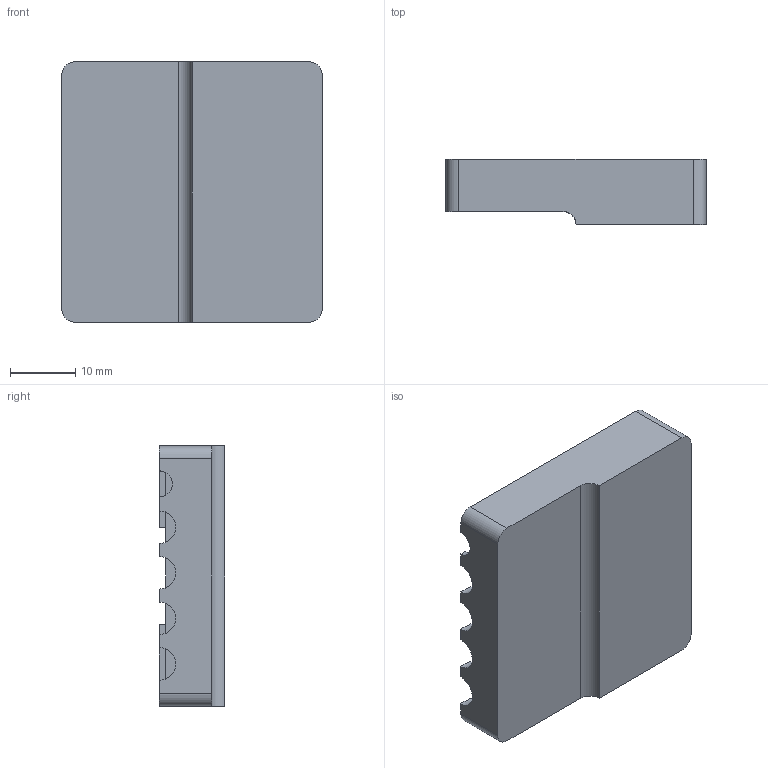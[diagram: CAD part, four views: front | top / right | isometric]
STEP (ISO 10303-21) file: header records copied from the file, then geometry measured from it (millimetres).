
FILE_DESCRIPTION (( 'STEP AP203' ), '1' );
FILE_NAME ('MirrorRemote.STEP', '2021-08-25T22:58:15', ( '' ), ( '' ), 'SwSTEP 2.0', 'SolidWorks 2019', '' );
FILE_SCHEMA (( 'CONFIG_CONTROL_DESIGN' ));
Length unit declared in the file: millimetre
Products named in the file (1): MirrorRemote
Bounding box: 40 x 10 x 40 mm (x, y, z)
Volume: 5694.7 mm3; surface area: 5866.9 mm2
Topology: 1 solids, 1 shells, 49 faces, 138 edges, 91 vertices
Faces by surface type: plane 29, cylinder 20
Entity records: 1662 total; most frequent: CARTESIAN_POINT 285, ORIENTED_EDGE 276, DIRECTION 273, EDGE_CURVE 138, LINE 99, VECTOR 99, VERTEX_POINT 91, AXIS2_PLACEMENT_3D 87
